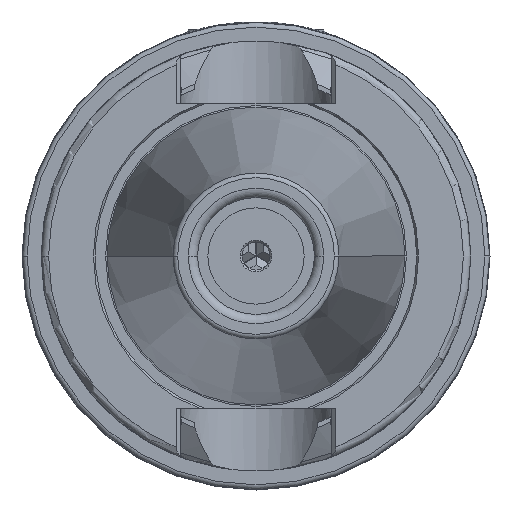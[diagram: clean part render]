
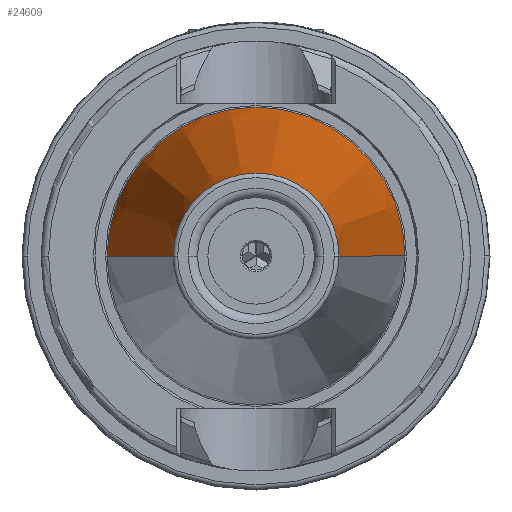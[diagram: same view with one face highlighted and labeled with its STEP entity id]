
A CAD part, front view. The second image highlights one B-rep face of the part: STEP entity #24609.
In plain terms, the highlighted conical face has half-angle 8.297 degrees and reference radius 8.879 mm.
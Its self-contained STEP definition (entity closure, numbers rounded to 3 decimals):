
#1143 = CIRCLE ( 'NONE', #24333, 15.948 ) ;
#4712 = CARTESIAN_POINT ( 'NONE',  ( 0., 0.428, 0. ) ) ;
#9726 = EDGE_CURVE ( 'NONE', #16403, #25983, #1143, .T. ) ;
#10293 = CARTESIAN_POINT ( 'NONE',  ( 0., 0.428, 0. ) ) ;
#11555 = EDGE_CURVE ( 'NONE', #37595, #25983, #25350, .T. ) ;
#12440 = CARTESIAN_POINT ( 'NONE',  ( 15.948, 48.9, 0. ) ) ;
#12818 = AXIS2_PLACEMENT_3D ( 'NONE', #10293, #31234, #13249 ) ;
#13249 = DIRECTION ( 'NONE',  ( -1., 0., 0. ) ) ;
#15444 = ORIENTED_EDGE ( 'NONE', *, *, #11555, .T. ) ;
#16243 = EDGE_CURVE ( 'NONE', #29697, #16403, #32942, .T. ) ;
#16403 = VERTEX_POINT ( 'NONE', #21412 ) ;
#17376 = ORIENTED_EDGE ( 'NONE', *, *, #24525, .T. ) ;
#19379 = DIRECTION ( 'NONE',  ( 0.144, 0.99, 0. ) ) ;
#19534 = DIRECTION ( 'NONE',  ( 0., 1., 0. ) ) ;
#19542 = CARTESIAN_POINT ( 'NONE',  ( 8.879, 0.428, 0. ) ) ;
#19551 = DIRECTION ( 'NONE',  ( -1., 0., 0. ) ) ;
#19559 = DIRECTION ( 'NONE',  ( 0., 1., 0. ) ) ;
#19603 = CARTESIAN_POINT ( 'NONE',  ( 0., 48.9, 0. ) ) ;
#19905 = DIRECTION ( 'NONE',  ( -0.144, 0.99, 0. ) ) ;
#20833 = AXIS2_PLACEMENT_3D ( 'NONE', #4712, #19534, #25604 ) ;
#21412 = CARTESIAN_POINT ( 'NONE',  ( -15.948, 48.9, 0. ) ) ;
#21997 = EDGE_LOOP ( 'NONE', ( #17376, #15444, #35468, #33216 ) ) ;
#24333 = AXIS2_PLACEMENT_3D ( 'NONE', #19603, #19559, #19551 ) ;
#24525 = EDGE_CURVE ( 'NONE', #29697, #37595, #28751, .T. ) ;
#24609 = ADVANCED_FACE ( 'NONE', ( #30691 ), #34838, .T. ) ;
#25350 = LINE ( 'NONE', #19542, #25582 ) ;
#25582 = VECTOR ( 'NONE', #19379, 1000. ) ;
#25604 = DIRECTION ( 'NONE',  ( -1., 0., 0. ) ) ;
#25983 = VERTEX_POINT ( 'NONE', #12440 ) ;
#28505 = CARTESIAN_POINT ( 'NONE',  ( 8.879, 0.428, 0. ) ) ;
#28751 = CIRCLE ( 'NONE', #12818, 8.879 ) ;
#29697 = VERTEX_POINT ( 'NONE', #36609 ) ;
#30691 = FACE_OUTER_BOUND ( 'NONE', #21997, .T. ) ;
#31234 = DIRECTION ( 'NONE',  ( 0., 1., 0. ) ) ;
#32942 = LINE ( 'NONE', #32962, #38698 ) ;
#32962 = CARTESIAN_POINT ( 'NONE',  ( -8.879, 0.428, 0. ) ) ;
#33216 = ORIENTED_EDGE ( 'NONE', *, *, #16243, .F. ) ;
#34838 = CONICAL_SURFACE ( 'NONE', #20833, 8.879, 0.145 ) ;
#35468 = ORIENTED_EDGE ( 'NONE', *, *, #9726, .F. ) ;
#36609 = CARTESIAN_POINT ( 'NONE',  ( -8.879, 0.428, 0. ) ) ;
#37595 = VERTEX_POINT ( 'NONE', #28505 ) ;
#38698 = VECTOR ( 'NONE', #19905, 1000. ) ;
